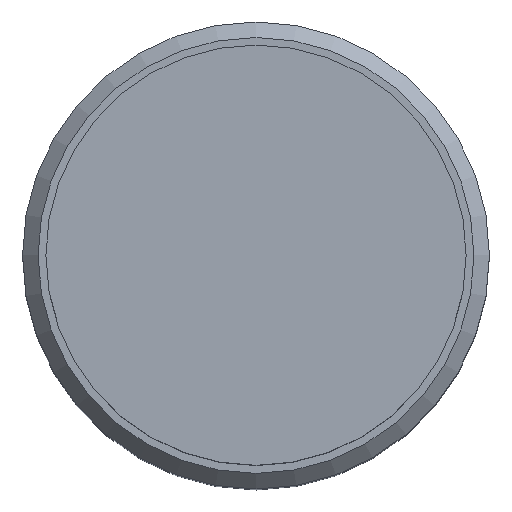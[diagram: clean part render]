
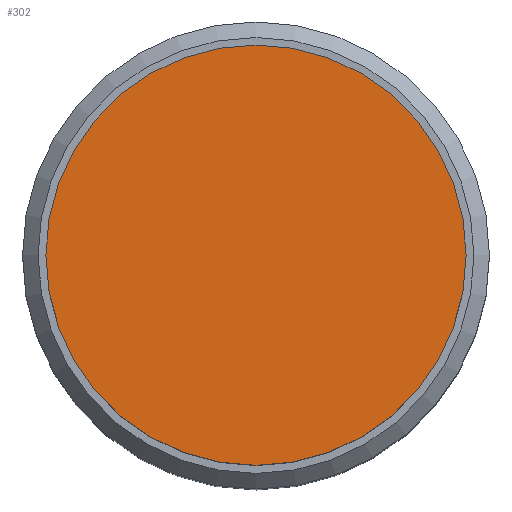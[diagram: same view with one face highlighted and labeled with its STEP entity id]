
A CAD part, top view. The second image highlights one B-rep face of the part: STEP entity #302.
In plain terms, the highlighted planar face has unit normal (0, 0, 1).
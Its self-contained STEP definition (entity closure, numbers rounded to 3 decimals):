
#30=PLANE('',#363);
#54=FACE_OUTER_BOUND('',#80,.T.);
#80=EDGE_LOOP('',(#246));
#122=CIRCLE('',#364,13.5);
#145=VERTEX_POINT('',#597);
#179=EDGE_CURVE('',#145,#145,#122,.T.);
#246=ORIENTED_EDGE('',*,*,#179,.T.);
#302=ADVANCED_FACE('',(#54),#30,.T.);
#363=AXIS2_PLACEMENT_3D('',#596,#453,#454);
#364=AXIS2_PLACEMENT_3D('',#598,#455,#456);
#453=DIRECTION('center_axis',(0.,0.,
1.));
#454=DIRECTION('ref_axis',(1.,0.,0.));
#455=DIRECTION('center_axis',(0.,0.,
1.));
#456=DIRECTION('ref_axis',(-1.,0.,0.));
#596=CARTESIAN_POINT('Origin',(0.,0.,
49.));
#597=CARTESIAN_POINT('',(13.5,0.,49.));
#598=CARTESIAN_POINT('Origin',(0.,0.,
49.));
